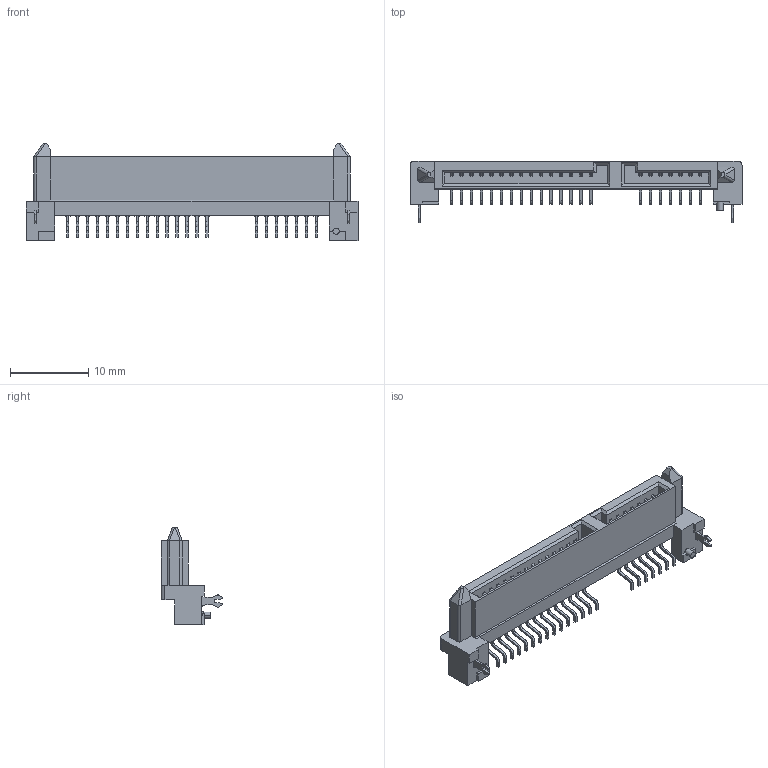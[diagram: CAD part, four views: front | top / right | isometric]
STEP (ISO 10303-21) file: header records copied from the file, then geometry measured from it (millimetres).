
FILE_DESCRIPTION((''),'2;1');
FILE_NAME('10034814C','2019-09-13T',('KumarP'),('AFCI'),'CREO PARAMETRIC BY PTC INC, 2016130','CREO PARAMETRIC BY PTC INC, 2016130','');
FILE_SCHEMA(('CONFIG_CONTROL_DESIGN'));
Length unit declared in the file: millimetre
Products named in the file (1): 10034814C
Bounding box: 42.4 x 7.9 x 12.4 mm (x, y, z)
Volume: 913.6 mm3; surface area: 1631.6 mm2
Topology: 1 solids, 1 shells, 850 faces, 2404 edges, 1580 vertices
Faces by surface type: plane 580, cylinder 224, torus 44, extrusion 2
Entity records: 27708 total; most frequent: CARTESIAN_POINT 5176, ORIENTED_EDGE 4808, DIRECTION 4562, EDGE_CURVE 2404, VECTOR 1818, LINE 1816, VERTEX_POINT 1580, AXIS2_PLACEMENT_3D 1372
